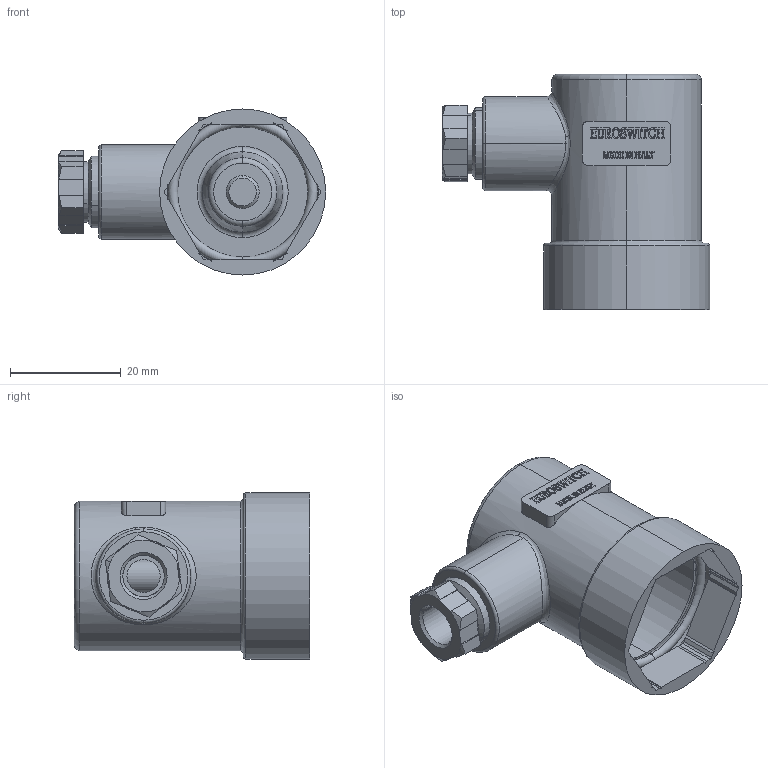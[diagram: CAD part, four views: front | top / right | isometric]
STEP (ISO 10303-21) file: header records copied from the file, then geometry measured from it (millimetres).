
FILE_DESCRIPTION (( 'STEP AP214' ), '1' );
FILE_NAME ('-3900001.STEP', '2019-01-08T08:55:06', ( '' ), ( '' ), 'SwSTEP 2.0', 'SolidWorks 2017', '' );
FILE_SCHEMA (( 'AUTOMOTIVE_DESIGN' ));
Length unit declared in the file: millimetre
Products named in the file (7): DDA006F001; DDA11A-001; 3015002; GRN06L-001; 3006003; -3900001; DDA13L-001
Assembly tree (6 placements, depth 2):
  -3900001
    3015002
    GRN06L-001
    DDA11A-001
    DDA13L-001
    3006003
    DDA006F001
Bounding box: 48.3 x 42.5 x 30 mm (x, y, z)
Volume: 10941 mm3; surface area: 12505.5 mm2
Topology: 6 solids, 6 shells, 611 faces, 1654 edges, 1089 vertices
Faces by surface type: plane 476, cylinder 48, bspline 42, cone 27, torus 18
Entity records: 22329 total; most frequent: CARTESIAN_POINT 6693, ORIENTED_EDGE 3308, DIRECTION 2875, EDGE_CURVE 1654, LINE 1349, VECTOR 1349, VERTEX_POINT 1089, AXIS2_PLACEMENT_3D 763
